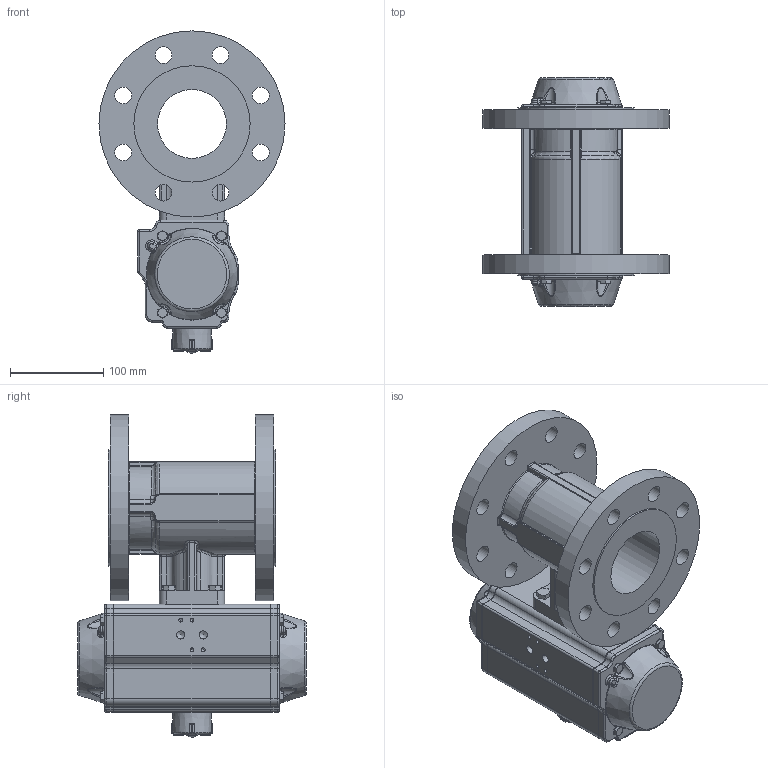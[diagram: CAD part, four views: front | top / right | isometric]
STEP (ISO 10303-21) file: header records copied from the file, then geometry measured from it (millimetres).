
FILE_DESCRIPTION(/* description */ ('Unknown'),/* implementation_level */ '2;1');
FILE_NAME(/* name */ 'DW05 0909-11',/* time_stamp */ '2022-11-15T10:08:12+01:00',/* author */ ('Unknown'),/* organization */ ('Unknown'),/* preprocessor_version */ 'ST-DEVELOPER v16.7',/* originating_system */ 'Solid Edge',/* authorisation */ 'Unknown');
FILE_SCHEMA (('AUTOMOTIVE_DESIGN {1 0 10303 214 3 1 1}'));
Length unit declared in the file: millimetre
Products named in the file (11): DW110_FR81-4.150_160.080; 4.150_160.080; DIN933_M8x35; DW05_FR04_(DW110_FR81); ____; ________(___________; _____________; ______; hexagon head bolts--product grade c gb_GB_FASTENER_BOLT_HHBC M6X30-N; cup head nib bolts with large head gb_GB_FASTENER_BOLT_CHNBW M6X25-N; KP-88
Assembly tree (22 placements, depth 4):
  DW110_FR81-4.150_160.080
    4.150_160.080
    DIN933_M8x35  x4
    DW05_FR04_(DW110_FR81)
      ____
        ________(___________  x2
        _____________  x2
        ______
      hexagon head bolts--product grade c gb_GB_FASTENER_BOLT_HHBC M6X30-N  x8
      cup head nib bolts with large head gb_GB_FASTENER_BOLT_CHNBW M6X25-N
      KP-88
Bounding box: 200 x 246 x 346.31 mm (x, y, z)
Volume: 4094412.8 mm3; surface area: 392163.6 mm2
Topology: 20 solids, 20 shells, 1309 faces, 3152 edges, 1891 vertices
Faces by surface type: cylinder 432, plane 394, bspline 184, torus 147, cone 128, sphere 24
Full cylindrical faces by diameter (mm): 3 x16, 3.3 x10, 4.2 x4, 4.66 x1, 5 x17, 6 x9, 6.2 x1, 6.647 x2, 6.8 x4, 8 x4, 8.5 x4, 8.8 x2, 18 x16, 24.6 x1, 24.8 x1, 35.2 x1, 38.5 x1, 45 x1, 74 x1, 125 x2, 200 x2
Entity records: 36355 total; most frequent: CARTESIAN_POINT 12306, DIRECTION 4529, ORIENTED_EDGE 4402, EDGE_CURVE 2201, AXIS2_PLACEMENT_3D 1844, VERTEX_POINT 1406, FACE_BOUND 1211, EDGE_LOOP 1187
